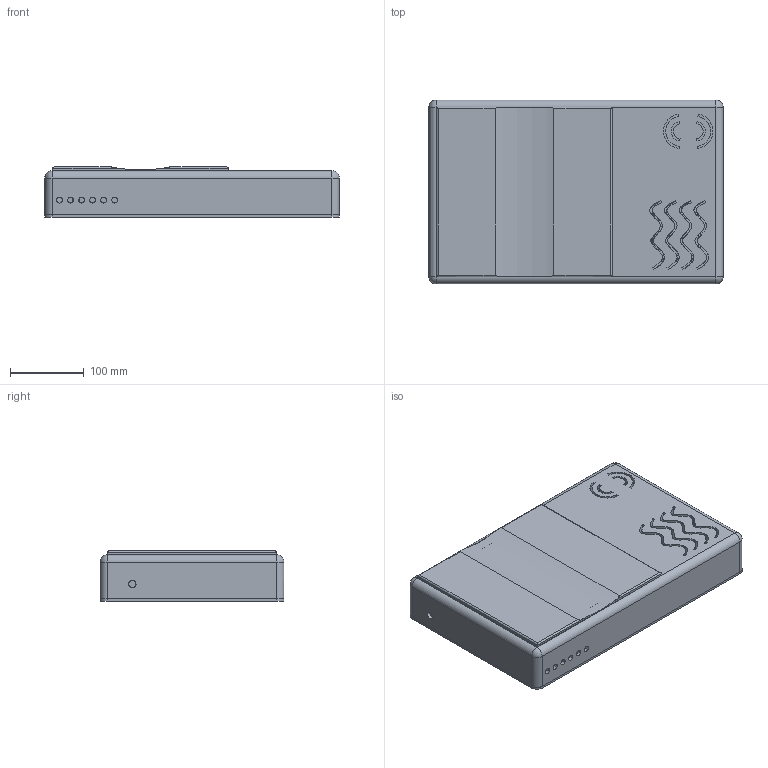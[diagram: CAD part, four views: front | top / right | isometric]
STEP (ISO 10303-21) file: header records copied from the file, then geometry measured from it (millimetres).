
FILE_DESCRIPTION(('CATIA V5 STEP Exchange'),'2;1');
FILE_NAME('Product1_AllCATPart.stp','2015-01-29T12:54:57+00:00',('none'),('none'),'CATIA Version 5 Release 21 GA (IN-10)','CATIA V5 STEP AP203 Edition 2','none');
FILE_SCHEMA(('AP203_CONFIGURATION_CONTROLLED_3D_DESIGN_OF_MECHANICAL_PARTS_AND_ASSEMBLIES_MIM_LF { 1 0 10303 403 2 1 2}'));
Length unit declared in the file: millimetre
Products named in the file (1): Product1_AllCATPart
Bounding box: 400 x 250 x 68 mm (x, y, z)
Volume: 2070361.3 mm3; surface area: 707288.2 mm2
Topology: 3 solids, 3 shells, 192 faces, 512 edges, 329 vertices
Faces by surface type: cylinder 99, plane 76, extrusion 13, sphere 4
Entity records: 8206 total; most frequent: CARTESIAN_POINT 3636, ORIENTED_EDGE 1016, DIRECTION 722, EDGE_CURVE 508, VERTEX_POINT 329, VECTOR 305, LINE 292, AXIS2_PLACEMENT_3D 274
